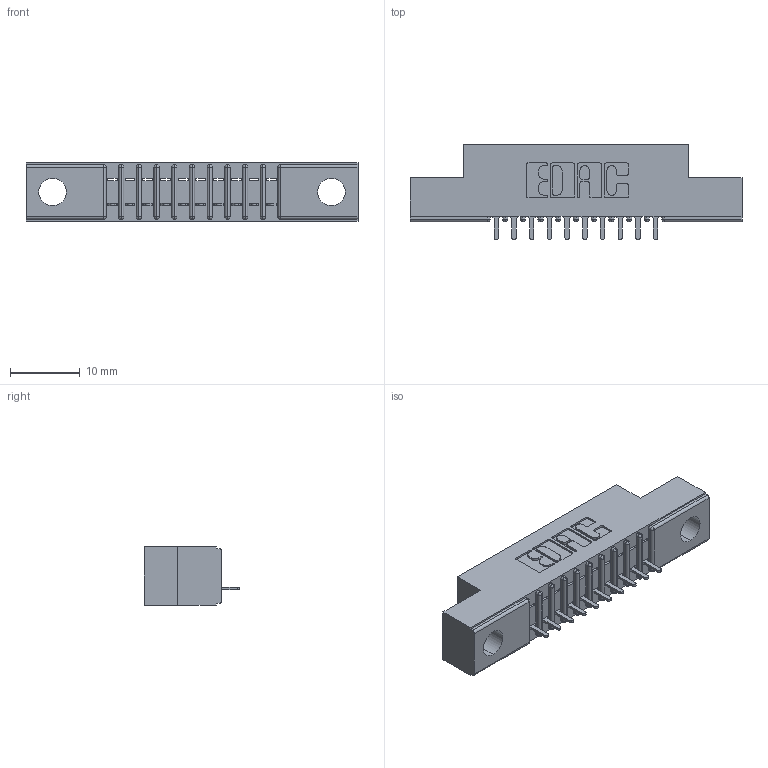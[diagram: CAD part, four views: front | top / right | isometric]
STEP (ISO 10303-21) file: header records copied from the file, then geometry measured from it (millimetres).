
FILE_DESCRIPTION (( 'STEP AP203' ), '1' );
FILE_NAME ('391-010-524-104.STEP', '2018-08-08T16:02:44', ( '' ), ( '' ), 'SwSTEP 2.0', 'SolidWorks 2016', '' );
FILE_SCHEMA (( 'CONFIG_CONTROL_DESIGN' ));
Length unit declared in the file: inch
Products named in the file (3): 341 Part_.156 (3.96) Dia Mounting Holes; 341-292-001_341-292-124; 391-010-524-104
Assembly tree (11 placements, depth 2):
  391-010-524-104
    341 Part_.156 (3.96) Dia Mounting Holes
    341-292-001_341-292-124  x10
Bounding box: 47.62 x 13.64 x 8.38 mm (x, y, z)
Volume: 2565.6 mm3; surface area: 4028.9 mm2
Topology: 11 solids, 11 shells, 950 faces, 2722 edges, 1750 vertices
Faces by surface type: plane 592, cylinder 318, sphere 22, torus 18
Entity records: 16463 total; most frequent: CARTESIAN_POINT 2786, ORIENTED_EDGE 2772, DIRECTION 2708, EDGE_CURVE 1386, VECTOR 1092, LINE 1092, VERTEX_POINT 886, AXIS2_PLACEMENT_3D 808
